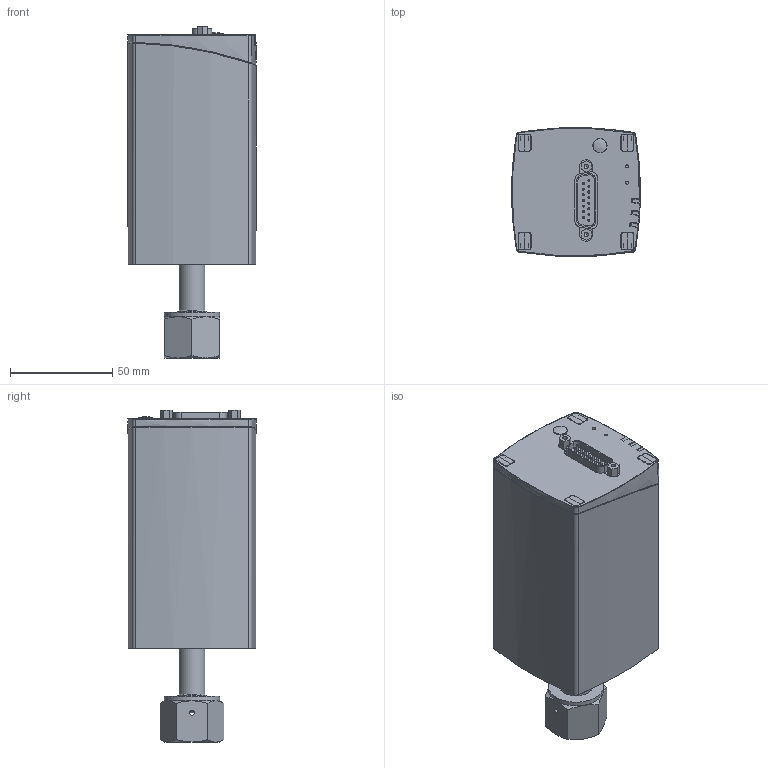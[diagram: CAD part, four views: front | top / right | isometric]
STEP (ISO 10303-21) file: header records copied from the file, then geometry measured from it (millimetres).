
FILE_DESCRIPTION(/* description */ (''),/* implementation_level */ '2;1');
FILE_NAME(/* name */ 'MCDG045D2_8VCR.stp',/* time_stamp */ '2017-09-14T11:14:02+02:00',/* author */ ('STUJ'),/* organization */ (''),/* preprocessor_version */ 'ST-DEVELOPER v16.1',/* originating_system */ 'Autodesk Inventor 2016',/* authorisation */ '');
FILE_SCHEMA (('AUTOMOTIVE_DESIGN { 1 0 10303 214 3 1 1 }'));
Length unit declared in the file: millimetre
Products named in the file (1): Bauteil1
Bounding box: 63 x 62.79 x 162.32 mm (x, y, z)
Volume: 433215.9 mm3; surface area: 41546.3 mm2
Topology: 1 solids, 4 shells, 908 faces, 2372 edges, 1499 vertices
Faces by surface type: plane 336, cylinder 307, bspline 139, torus 53, cone 38, sphere 35
Full cylindrical faces by diameter (mm): 1 x15, 1.5 x2, 2.156 x2, 2.286 x2, 2.5 x1, 2.845 x2, 3.2 x2, 4.5 x1, 7 x1, 10.16 x1, 12.7 x1, 14 x1, 14.46 x1, 15.494 x1, 17.78 x1, 19.05 x1, 26.988 x1
Entity records: 35731 total; most frequent: CARTESIAN_POINT 13434, ORIENTED_EDGE 4474, DIRECTION 4282, EDGE_CURVE 2234, AXIS2_PLACEMENT_3D 1596, VERTEX_POINT 1450, LINE 1090, VECTOR 1090
